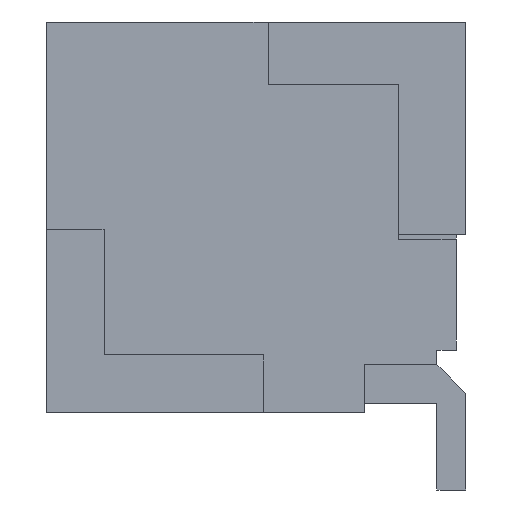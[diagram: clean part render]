
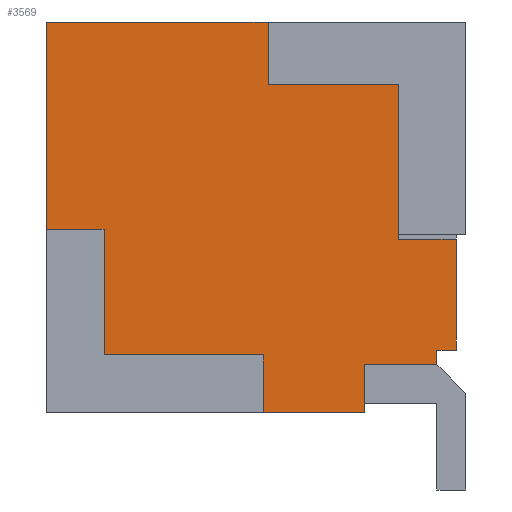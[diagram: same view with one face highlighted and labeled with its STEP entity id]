
A CAD part, left-side view. The second image highlights one B-rep face of the part: STEP entity #3569.
In plain terms, the highlighted planar face has unit normal (-1, 0, 0).
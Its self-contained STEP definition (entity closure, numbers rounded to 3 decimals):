
#76 = ORIENTED_EDGE ( 'NONE', *, *, #996, .T. ) ;
#152 = EDGE_CURVE ( 'NONE', #3324, #2138, #2157, .T. ) ;
#184 = DIRECTION ( 'NONE',  ( 0., 0., 1. ) ) ;
#233 = CARTESIAN_POINT ( 'NONE',  ( -7., 0.95, 0.5 ) ) ;
#239 = DIRECTION ( 'NONE',  ( 0., 1., 0. ) ) ;
#267 = LINE ( 'NONE', #896, #3622 ) ;
#274 = LINE ( 'NONE', #511, #2580 ) ;
#312 = DIRECTION ( 'NONE',  ( 0., 0., -1. ) ) ;
#340 = VECTOR ( 'NONE', #1728, 1000. ) ;
#360 = VERTEX_POINT ( 'NONE', #233 ) ;
#380 = VECTOR ( 'NONE', #2149, 1000. ) ;
#414 = CARTESIAN_POINT ( 'NONE',  ( -7., 2., 0. ) ) ;
#423 = VECTOR ( 'NONE', #1787, 1000. ) ;
#439 = ORIENTED_EDGE ( 'NONE', *, *, #3433, .F. ) ;
#511 = CARTESIAN_POINT ( 'NONE',  ( -7., 0., 3.4 ) ) ;
#513 = CARTESIAN_POINT ( 'NONE',  ( -7., 4.25, 4.05 ) ) ;
#570 = ORIENTED_EDGE ( 'NONE', *, *, #152, .T. ) ;
#607 = VECTOR ( 'NONE', #1739, 1000. ) ;
#662 = VERTEX_POINT ( 'NONE', #3737 ) ;
#739 = LINE ( 'NONE', #2916, #1254 ) ;
#786 = EDGE_CURVE ( 'NONE', #3374, #2777, #3586, .T. ) ;
#815 = CARTESIAN_POINT ( 'NONE',  ( -7., 0., 4.05 ) ) ;
#823 = CARTESIAN_POINT ( 'NONE',  ( -7., 0.2, 0.5 ) ) ;
#829 = VECTOR ( 'NONE', #184, 1000. ) ;
#835 = FACE_OUTER_BOUND ( 'NONE', #3649, .T. ) ;
#896 = CARTESIAN_POINT ( 'NONE',  ( -7., 4.25, 4.05 ) ) ;
#899 = VERTEX_POINT ( 'NONE', #1428 ) ;
#909 = EDGE_CURVE ( 'NONE', #1730, #3323, #739, .T. ) ;
#939 = VECTOR ( 'NONE', #2583, 1000. ) ;
#941 = ORIENTED_EDGE ( 'NONE', *, *, #3218, .F. ) ;
#996 = EDGE_CURVE ( 'NONE', #360, #3324, #3162, .T. ) ;
#1016 = CARTESIAN_POINT ( 'NONE',  ( -7., 0.2, 0.65 ) ) ;
#1076 = VERTEX_POINT ( 'NONE', #414 ) ;
#1085 = CARTESIAN_POINT ( 'NONE',  ( -7., 3.65, 4.05 ) ) ;
#1142 = VECTOR ( 'NONE', #1287, 1000. ) ;
#1183 = ORIENTED_EDGE ( 'NONE', *, *, #3739, .T. ) ;
#1195 = DIRECTION ( 'NONE',  ( 1., 0., 0. ) ) ;
#1212 = LINE ( 'NONE', #2006, #2503 ) ;
#1227 = CARTESIAN_POINT ( 'NONE',  ( -7., 2., 0.6 ) ) ;
#1236 = CARTESIAN_POINT ( 'NONE',  ( -7., 0.95, 0. ) ) ;
#1250 = EDGE_CURVE ( 'NONE', #1812, #1076, #1964, .T. ) ;
#1254 = VECTOR ( 'NONE', #2590, 1000. ) ;
#1265 = CARTESIAN_POINT ( 'NONE',  ( -7., 0.2, 0.65 ) ) ;
#1287 = DIRECTION ( 'NONE',  ( 0., 0., -1. ) ) ;
#1312 = VECTOR ( 'NONE', #239, 1000. ) ;
#1326 = ORIENTED_EDGE ( 'NONE', *, *, #3022, .T. ) ;
#1332 = EDGE_CURVE ( 'NONE', #662, #3441, #3449, .T. ) ;
#1360 = EDGE_CURVE ( 'NONE', #899, #2777, #1986, .T. ) ;
#1393 = ORIENTED_EDGE ( 'NONE', *, *, #2279, .F. ) ;
#1394 = LINE ( 'NONE', #2910, #607 ) ;
#1416 = LINE ( 'NONE', #3303, #1142 ) ;
#1428 = CARTESIAN_POINT ( 'NONE',  ( -7., 0.6, 1.8 ) ) ;
#1434 = DIRECTION ( 'NONE',  ( 0., 0., 1. ) ) ;
#1474 = EDGE_CURVE ( 'NONE', #3085, #1495, #1394, .T. ) ;
#1479 = VECTOR ( 'NONE', #3686, 1000. ) ;
#1495 = VERTEX_POINT ( 'NONE', #3543 ) ;
#1503 = PLANE ( 'NONE',  #2102 ) ;
#1577 = ORIENTED_EDGE ( 'NONE', *, *, #2420, .F. ) ;
#1701 = LINE ( 'NONE', #1085, #939 ) ;
#1712 = CARTESIAN_POINT ( 'NONE',  ( -7., 0., 1.8 ) ) ;
#1728 = DIRECTION ( 'NONE',  ( 0., -1., 0. ) ) ;
#1730 = VERTEX_POINT ( 'NONE', #513 ) ;
#1738 = DIRECTION ( 'NONE',  ( 0., 0., -1. ) ) ;
#1739 = DIRECTION ( 'NONE',  ( 0., 1., 0. ) ) ;
#1778 = ORIENTED_EDGE ( 'NONE', *, *, #3098, .T. ) ;
#1787 = DIRECTION ( 'NONE',  ( 0., 0., 1. ) ) ;
#1812 = VERTEX_POINT ( 'NONE', #1984 ) ;
#1814 = VERTEX_POINT ( 'NONE', #3507 ) ;
#1889 = VECTOR ( 'NONE', #1434, 1000. ) ;
#1918 = CARTESIAN_POINT ( 'NONE',  ( -7., 0.2, 0.5 ) ) ;
#1964 = LINE ( 'NONE', #3455, #3431 ) ;
#1984 = CARTESIAN_POINT ( 'NONE',  ( -7., 0.95, 0. ) ) ;
#1986 = LINE ( 'NONE', #1712, #340 ) ;
#1997 = CARTESIAN_POINT ( 'NONE',  ( -7., 4.25, 1.9 ) ) ;
#2006 = CARTESIAN_POINT ( 'NONE',  ( -7., 0.6, 4.05 ) ) ;
#2031 = CARTESIAN_POINT ( 'NONE',  ( -7., 0.6, 3.4 ) ) ;
#2091 = DIRECTION ( 'NONE',  ( 0., 0., -1. ) ) ;
#2102 = AXIS2_PLACEMENT_3D ( 'NONE', #3542, #1195, #2091 ) ;
#2134 = DIRECTION ( 'NONE',  ( 0., -1., 0. ) ) ;
#2138 = VERTEX_POINT ( 'NONE', #1016 ) ;
#2149 = DIRECTION ( 'NONE',  ( 0., -1., 0. ) ) ;
#2157 = LINE ( 'NONE', #1918, #829 ) ;
#2183 = ORIENTED_EDGE ( 'NONE', *, *, #1474, .F. ) ;
#2217 = ORIENTED_EDGE ( 'NONE', *, *, #909, .F. ) ;
#2223 = ORIENTED_EDGE ( 'NONE', *, *, #2885, .F. ) ;
#2257 = DIRECTION ( 'NONE',  ( 0., -1., 0. ) ) ;
#2279 = EDGE_CURVE ( 'NONE', #1495, #662, #1701, .T. ) ;
#2312 = CARTESIAN_POINT ( 'NONE',  ( -7., 4.25, 1.9 ) ) ;
#2359 = CARTESIAN_POINT ( 'NONE',  ( -7., 0.95, 0.5 ) ) ;
#2420 = EDGE_CURVE ( 'NONE', #1076, #3085, #3073, .T. ) ;
#2503 = VECTOR ( 'NONE', #1738, 1000. ) ;
#2578 = DIRECTION ( 'NONE',  ( 0., 1., 0. ) ) ;
#2580 = VECTOR ( 'NONE', #2257, 1000. ) ;
#2583 = DIRECTION ( 'NONE',  ( 0., 0., 1. ) ) ;
#2590 = DIRECTION ( 'NONE',  ( 0., -1., 0. ) ) ;
#2630 = VECTOR ( 'NONE', #2134, 1000. ) ;
#2642 = LINE ( 'NONE', #1236, #423 ) ;
#2777 = VERTEX_POINT ( 'NONE', #3096 ) ;
#2832 = CARTESIAN_POINT ( 'NONE',  ( -7., 1.95, 4.05 ) ) ;
#2885 = EDGE_CURVE ( 'NONE', #1814, #3409, #274, .T. ) ;
#2910 = CARTESIAN_POINT ( 'NONE',  ( -7., 0., 0.6 ) ) ;
#2916 = CARTESIAN_POINT ( 'NONE',  ( -7., 0., 4.05 ) ) ;
#2965 = ORIENTED_EDGE ( 'NONE', *, *, #1360, .F. ) ;
#3022 = EDGE_CURVE ( 'NONE', #1730, #3441, #267, .T. ) ;
#3073 = LINE ( 'NONE', #3768, #1889 ) ;
#3085 = VERTEX_POINT ( 'NONE', #1227 ) ;
#3096 = CARTESIAN_POINT ( 'NONE',  ( -7., 0., 1.8 ) ) ;
#3098 = EDGE_CURVE ( 'NONE', #1812, #360, #2642, .T. ) ;
#3158 = CARTESIAN_POINT ( 'NONE',  ( -7., 0., 0.65 ) ) ;
#3162 = LINE ( 'NONE', #2359, #2630 ) ;
#3215 = LINE ( 'NONE', #1265, #380 ) ;
#3218 = EDGE_CURVE ( 'NONE', #3323, #1814, #1416, .T. ) ;
#3275 = ORIENTED_EDGE ( 'NONE', *, *, #1332, .F. ) ;
#3303 = CARTESIAN_POINT ( 'NONE',  ( -7., 1.95, 4.05 ) ) ;
#3323 = VERTEX_POINT ( 'NONE', #2832 ) ;
#3324 = VERTEX_POINT ( 'NONE', #823 ) ;
#3374 = VERTEX_POINT ( 'NONE', #3158 ) ;
#3376 = ORIENTED_EDGE ( 'NONE', *, *, #1250, .F. ) ;
#3409 = VERTEX_POINT ( 'NONE', #2031 ) ;
#3431 = VECTOR ( 'NONE', #2578, 1000. ) ;
#3433 = EDGE_CURVE ( 'NONE', #3409, #899, #1212, .T. ) ;
#3441 = VERTEX_POINT ( 'NONE', #2312 ) ;
#3449 = LINE ( 'NONE', #1997, #1312 ) ;
#3455 = CARTESIAN_POINT ( 'NONE',  ( -7., 0., 0. ) ) ;
#3494 = ORIENTED_EDGE ( 'NONE', *, *, #786, .T. ) ;
#3507 = CARTESIAN_POINT ( 'NONE',  ( -7., 1.95, 3.4 ) ) ;
#3542 = CARTESIAN_POINT ( 'NONE',  ( -7., 0., 4.05 ) ) ;
#3543 = CARTESIAN_POINT ( 'NONE',  ( -7., 3.65, 0.6 ) ) ;
#3569 = ADVANCED_FACE ( 'NONE', ( #835 ), #1503, .F. ) ;
#3586 = LINE ( 'NONE', #815, #1479 ) ;
#3622 = VECTOR ( 'NONE', #312, 1000. ) ;
#3649 = EDGE_LOOP ( 'NONE', ( #1393, #2183, #1577, #3376, #1778, #76, #570, #1183, #3494, #2965, #439, #2223, #941, #2217, #1326, #3275 ) ) ;
#3686 = DIRECTION ( 'NONE',  ( 0., 0., 1. ) ) ;
#3737 = CARTESIAN_POINT ( 'NONE',  ( -7., 3.65, 1.9 ) ) ;
#3739 = EDGE_CURVE ( 'NONE', #2138, #3374, #3215, .T. ) ;
#3768 = CARTESIAN_POINT ( 'NONE',  ( -7., 2., 4.05 ) ) ;
